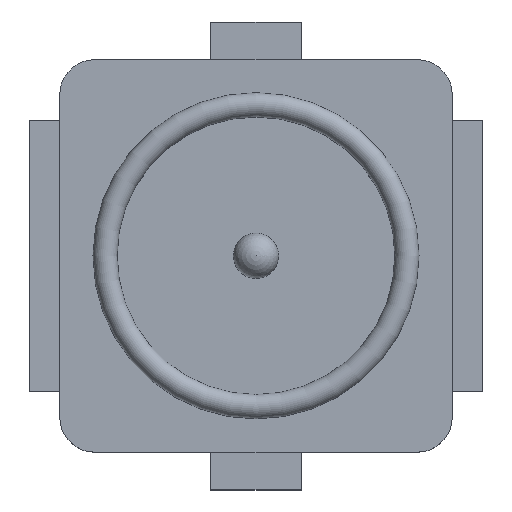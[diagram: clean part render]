
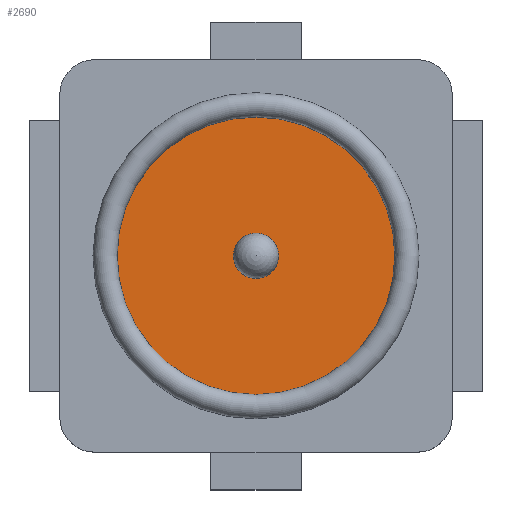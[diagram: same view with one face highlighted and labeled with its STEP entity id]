
A CAD part, top view. The second image highlights one B-rep face of the part: STEP entity #2690.
In plain terms, the highlighted planar face has unit normal (0, 0, 1).
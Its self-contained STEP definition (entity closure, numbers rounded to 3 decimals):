
#2619 = CYLINDRICAL_SURFACE('',#2620,0.92);
#2620 = AXIS2_PLACEMENT_3D('',#2621,#2622,#2623);
#2621 = CARTESIAN_POINT('',(0.,0.,1.17));
#2622 = DIRECTION('',(0.,0.,-1.));
#2623 = DIRECTION('',(1.,0.,0.));
#2636 = VERTEX_POINT('',#2637);
#2637 = CARTESIAN_POINT('',(0.92,0.,0.36));
#2660 = EDGE_CURVE('',#2636,#2636,#2661,.T.);
#2661 = SURFACE_CURVE('',#2662,(#2667,#2674),.PCURVE_S1.);
#2662 = CIRCLE('',#2663,0.92);
#2663 = AXIS2_PLACEMENT_3D('',#2664,#2665,#2666);
#2664 = CARTESIAN_POINT('',(0.,0.,0.36));
#2665 = DIRECTION('',(0.,0.,-1.));
#2666 = DIRECTION('',(1.,0.,0.));
#2667 = PCURVE('',#2619,#2668);
#2668 = DEFINITIONAL_REPRESENTATION('',(#2669),#2673);
#2669 = LINE('',#2670,#2671);
#2670 = CARTESIAN_POINT('',(0.,0.81));
#2671 = VECTOR('',#2672,1.);
#2672 = DIRECTION('',(1.,0.));
#2673 = ( GEOMETRIC_REPRESENTATION_CONTEXT(2) 
PARAMETRIC_REPRESENTATION_CONTEXT() REPRESENTATION_CONTEXT('2D SPACE',''
  ) );
#2674 = PCURVE('',#2675,#2680);
#2675 = PLANE('',#2676);
#2676 = AXIS2_PLACEMENT_3D('',#2677,#2678,#2679);
#2677 = CARTESIAN_POINT('',(-1.3,-1.068,0.36));
#2678 = DIRECTION('',(0.,0.,1.));
#2679 = DIRECTION('',(1.,0.,0.));
#2680 = DEFINITIONAL_REPRESENTATION('',(#2681),#2689);
#2681 = ( BOUNDED_CURVE() B_SPLINE_CURVE(2,(#2682,#2683,#2684,#2685,
#2686,#2687,#2688),.UNSPECIFIED.,.T.,.F.) B_SPLINE_CURVE_WITH_KNOTS((1,2
    ,2,2,2,1),(-2.094,0.,2.094,4.189,
6.283,8.378),.UNSPECIFIED.) CURVE() 
GEOMETRIC_REPRESENTATION_ITEM() RATIONAL_B_SPLINE_CURVE((1.,0.5,1.,0.5,
1.,0.5,1.)) REPRESENTATION_ITEM('') );
#2682 = CARTESIAN_POINT('',(2.22,1.068));
#2683 = CARTESIAN_POINT('',(2.22,-0.525));
#2684 = CARTESIAN_POINT('',(0.84,0.272));
#2685 = CARTESIAN_POINT('',(-0.54,1.068));
#2686 = CARTESIAN_POINT('',(0.84,1.865));
#2687 = CARTESIAN_POINT('',(2.22,2.662));
#2688 = CARTESIAN_POINT('',(2.22,1.068));
#2689 = ( GEOMETRIC_REPRESENTATION_CONTEXT(2) 
PARAMETRIC_REPRESENTATION_CONTEXT() REPRESENTATION_CONTEXT('2D SPACE',''
  ) );
#2690 = ADVANCED_FACE('',(#2691,#2694),#2675,.T.);
#2691 = FACE_BOUND('',#2692,.T.);
#2692 = EDGE_LOOP('',(#2693));
#2693 = ORIENTED_EDGE('',*,*,#2660,.F.);
#2694 = FACE_BOUND('',#2695,.T.);
#2695 = EDGE_LOOP('',(#2696));
#2696 = ORIENTED_EDGE('',*,*,#2697,.T.);
#2697 = EDGE_CURVE('',#2698,#2698,#2700,.T.);
#2698 = VERTEX_POINT('',#2699);
#2699 = CARTESIAN_POINT('',(0.15,0.,0.36));
#2700 = SURFACE_CURVE('',#2701,(#2706,#2717),.PCURVE_S1.);
#2701 = CIRCLE('',#2702,0.15);
#2702 = AXIS2_PLACEMENT_3D('',#2703,#2704,#2705);
#2703 = CARTESIAN_POINT('',(0.,0.,0.36));
#2704 = DIRECTION('',(0.,0.,-1.));
#2705 = DIRECTION('',(1.,0.,0.));
#2706 = PCURVE('',#2675,#2707);
#2707 = DEFINITIONAL_REPRESENTATION('',(#2708),#2716);
#2708 = ( BOUNDED_CURVE() B_SPLINE_CURVE(2,(#2709,#2710,#2711,#2712,
#2713,#2714,#2715),.UNSPECIFIED.,.F.,.F.) B_SPLINE_CURVE_WITH_KNOTS((1,2
    ,2,2,2,1),(-2.094,0.,2.094,4.189,
6.283,8.378),.UNSPECIFIED.) CURVE() 
GEOMETRIC_REPRESENTATION_ITEM() RATIONAL_B_SPLINE_CURVE((1.,0.5,1.,0.5,
1.,0.5,1.)) REPRESENTATION_ITEM('') );
#2709 = CARTESIAN_POINT('',(1.45,1.068));
#2710 = CARTESIAN_POINT('',(1.45,0.809));
#2711 = CARTESIAN_POINT('',(1.225,0.938));
#2712 = CARTESIAN_POINT('',(1.,1.068));
#2713 = CARTESIAN_POINT('',(1.225,1.198));
#2714 = CARTESIAN_POINT('',(1.45,1.328));
#2715 = CARTESIAN_POINT('',(1.45,1.068));
#2716 = ( GEOMETRIC_REPRESENTATION_CONTEXT(2) 
PARAMETRIC_REPRESENTATION_CONTEXT() REPRESENTATION_CONTEXT('2D SPACE',''
  ) );
#2717 = PCURVE('',#2718,#2723);
#2718 = CYLINDRICAL_SURFACE('',#2719,0.15);
#2719 = AXIS2_PLACEMENT_3D('',#2720,#2721,#2722);
#2720 = CARTESIAN_POINT('',(0.,0.,0.8));
#2721 = DIRECTION('',(0.,0.,-1.));
#2722 = DIRECTION('',(1.,0.,0.));
#2723 = DEFINITIONAL_REPRESENTATION('',(#2724),#2728);
#2724 = LINE('',#2725,#2726);
#2725 = CARTESIAN_POINT('',(0.,0.44));
#2726 = VECTOR('',#2727,1.);
#2727 = DIRECTION('',(1.,0.));
#2728 = ( GEOMETRIC_REPRESENTATION_CONTEXT(2) 
PARAMETRIC_REPRESENTATION_CONTEXT() REPRESENTATION_CONTEXT('2D SPACE',''
  ) );
